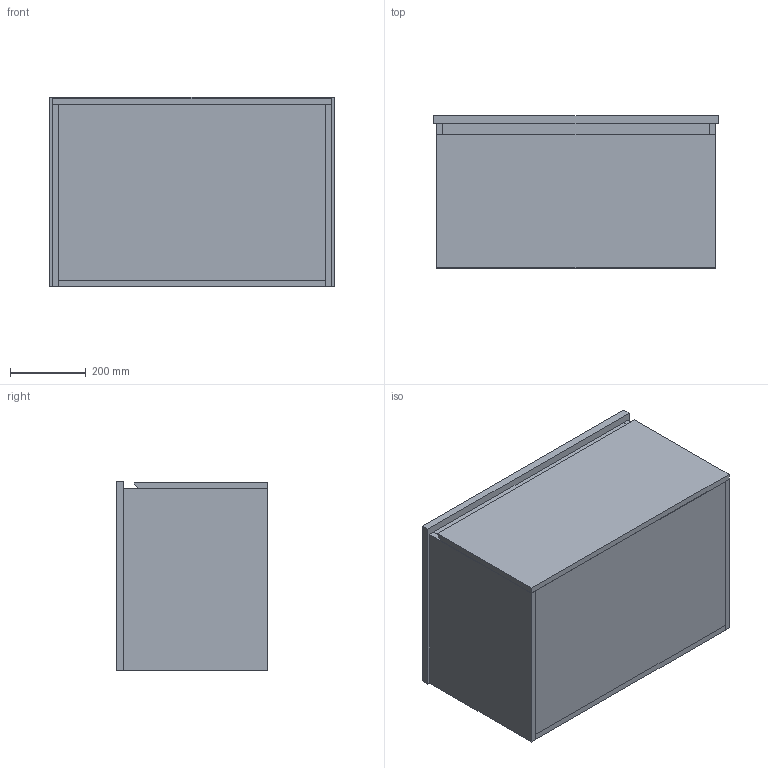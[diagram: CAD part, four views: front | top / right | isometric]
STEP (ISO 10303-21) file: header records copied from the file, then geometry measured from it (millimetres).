
FILE_DESCRIPTION (( 'STEP AP214' ), '1' );
FILE_NAME ('AD Slim Benchtop 750 ASSEM.STEP', '2019-03-08T00:24:19', ( '' ), ( '' ), 'SwSTEP 2.0', 'SolidWorks 2015', '' );
FILE_SCHEMA (( 'AUTOMOTIVE_DESIGN' ));
Length unit declared in the file: millimetre
Products named in the file (7): Posh Solus Under Counter Basin; Posh Solus Under Counter Basin ASSEM.SLDPRT; AD Slim Benchtop 750 ASSEM; CERAMIC OVERFLOW COVER; 750 undercounter ASSEM; AD Slim Benchtop 750; 750 undercounter top
Assembly tree (6 placements, depth 4):
  AD Slim Benchtop 750 ASSEM
    AD Slim Benchtop 750
    750 undercounter ASSEM
      750 undercounter top
      Posh Solus Under Counter Basin ASSEM.SLDPRT
        Posh Solus Under Counter Basin
        CERAMIC OVERFLOW COVER
Bounding box: 750 x 400 x 500 mm (x, y, z)
Volume: 29677426.9 mm3; surface area: 3952603.7 mm2
Topology: 9 solids, 9 shells, 116 faces, 256 edges, 161 vertices
Faces by surface type: plane 83, cylinder 18, sphere 6, torus 6, bspline 3
Entity records: 3683 total; most frequent: CARTESIAN_POINT 691, DIRECTION 553, ORIENTED_EDGE 512, EDGE_CURVE 256, AXIS2_PLACEMENT_3D 185, LINE 183, VECTOR 183, VERTEX_POINT 161
